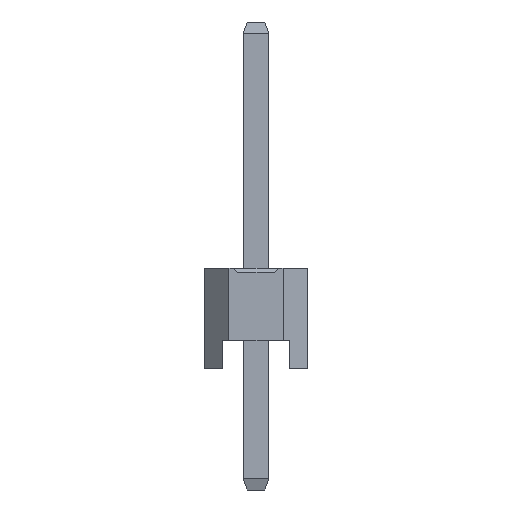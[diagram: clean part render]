
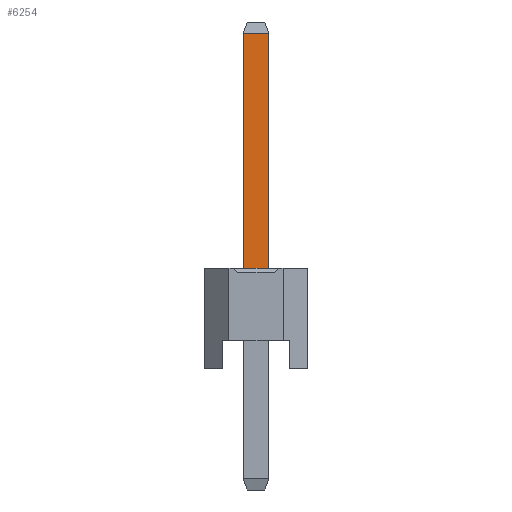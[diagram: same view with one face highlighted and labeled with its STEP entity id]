
A CAD part, left-side view. The second image highlights one B-rep face of the part: STEP entity #6254.
In plain terms, the highlighted planar face has unit normal (-1, 0, 0).
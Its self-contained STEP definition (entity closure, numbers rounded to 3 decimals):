
#6254=ADVANCED_FACE('',(#16451),#16453,.T.);
#16451=FACE_BOUND('',#16452,.T.);
#16452=EDGE_LOOP('',(#24435,#24436,#24437,#24438));
#16453=PLANE('',#16454);
#16454=AXIS2_PLACEMENT_3D('',#16455,#16456,#16457);
#16455=CARTESIAN_POINT('',(-0.32,0.32,-3.));
#16456=DIRECTION('',(-1.,0.,0.));
#16457=DIRECTION('',(0.,-1.,0.));
#24435=ORIENTED_EDGE('',*,*,#29096,.F.);
#24436=ORIENTED_EDGE('',*,*,#29091,.F.);
#24437=ORIENTED_EDGE('',*,*,#27566,.T.);
#24438=ORIENTED_EDGE('',*,*,#29095,.T.);
#27566=EDGE_CURVE('',#31538,#31542,#31544,.T.);
#29091=EDGE_CURVE('',#31538,#33828,#33831,.T.);
#29095=EDGE_CURVE('',#31542,#33835,#33837,.T.);
#29096=EDGE_CURVE('',#33828,#33835,#33838,.T.);
#31538=VERTEX_POINT('',#38340);
#31542=VERTEX_POINT('',#38348);
#31544=LINE('',#38352,#38353);
#33828=VERTEX_POINT('',#43682);
#33831=LINE('',#43689,#43690);
#33835=VERTEX_POINT('',#43699);
#33837=LINE('',#43703,#43704);
#33838=LINE('',#43706,#43707);
#38340=CARTESIAN_POINT('',(-0.32,0.32,2.5));
#38348=CARTESIAN_POINT('',(-0.32,-0.32,2.5));
#38352=CARTESIAN_POINT('',(-0.32,0.32,2.5));
#38353=VECTOR('',#38354,1.);
#38354=DIRECTION('',(0.,-1.,0.));
#43682=CARTESIAN_POINT('',(-0.32,0.32,8.325));
#43689=CARTESIAN_POINT('',(-0.32,0.32,2.5));
#43690=VECTOR('',#43691,1.);
#43691=DIRECTION('',(0.,0.,1.));
#43699=CARTESIAN_POINT('',(-0.32,-0.32,8.325));
#43703=CARTESIAN_POINT('',(-0.32,-0.32,2.5));
#43704=VECTOR('',#43705,1.);
#43705=DIRECTION('',(0.,0.,1.));
#43706=CARTESIAN_POINT('',(-0.32,0.32,8.325));
#43707=VECTOR('',#43708,1.);
#43708=DIRECTION('',(0.,-1.,0.));
